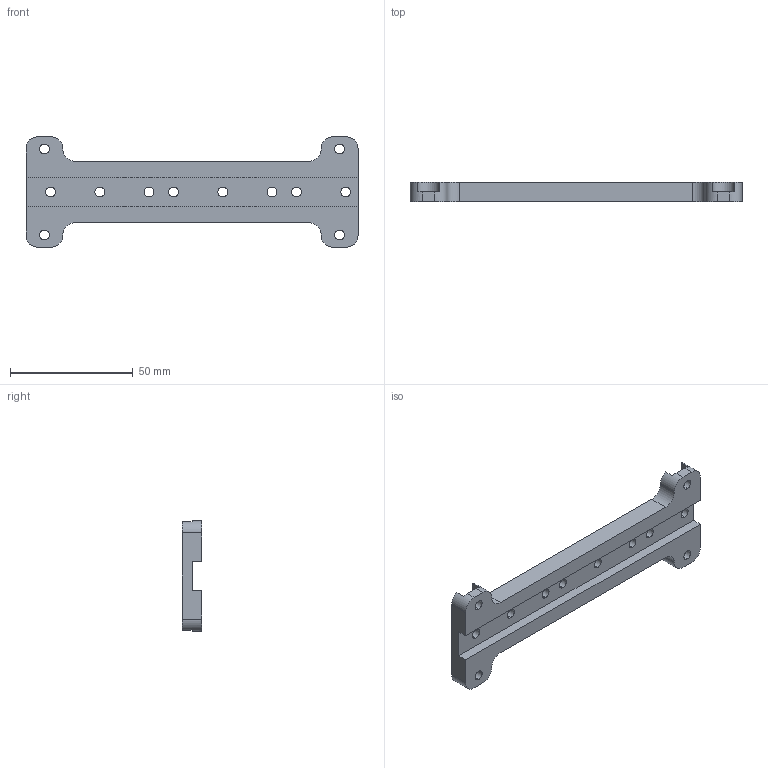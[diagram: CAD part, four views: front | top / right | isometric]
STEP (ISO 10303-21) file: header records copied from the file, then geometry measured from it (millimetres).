
FILE_DESCRIPTION (( 'STEP AP214' ), '1' );
FILE_NAME ('large_terminal strip holder.STEP', '2024-09-07T08:37:03', ( '' ), ( '' ), 'SwSTEP 2.0', 'SolidWorks 2023', '' );
FILE_SCHEMA (( 'AUTOMOTIVE_DESIGN' ));
Length unit declared in the file: millimetre
Products named in the file (1): large_terminal strip holder
Bounding box: 135 x 8 x 45 mm (x, y, z)
Volume: 23324.9 mm3; surface area: 12413.6 mm2
Topology: 1 solids, 1 shells, 68 faces, 198 edges, 132 vertices
Faces by surface type: cylinder 42, plane 26
Entity records: 2365 total; most frequent: DIRECTION 428, CARTESIAN_POINT 399, ORIENTED_EDGE 396, EDGE_CURVE 198, AXIS2_PLACEMENT_3D 161, VERTEX_POINT 132, VECTOR 106, LINE 106
